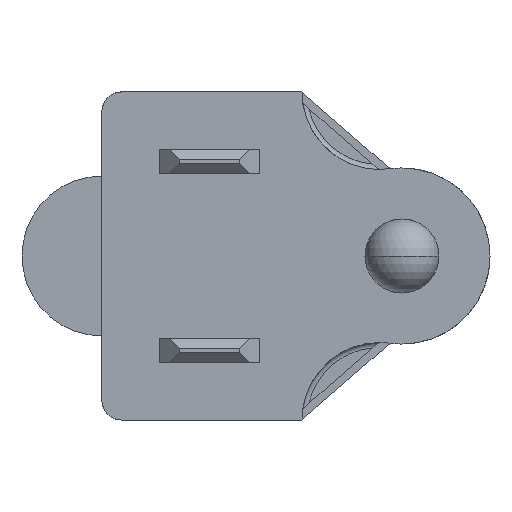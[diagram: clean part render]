
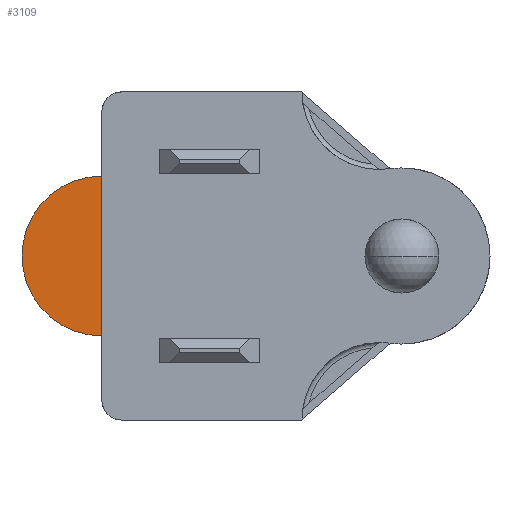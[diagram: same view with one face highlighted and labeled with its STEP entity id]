
A CAD part, left-side view. The second image highlights one B-rep face of the part: STEP entity #3109.
In plain terms, the highlighted face is planar.
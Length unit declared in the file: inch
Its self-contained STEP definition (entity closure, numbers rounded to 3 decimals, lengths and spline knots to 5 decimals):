
#60 = CARTESIAN_POINT ( 'NONE',  ( 0.19957, 0.485, 0.38 ) ) ;
#585 = FACE_OUTER_BOUND ( 'NONE', #4006, .T. ) ;
#1158 = PLANE ( 'NONE',  #1323 ) ;
#1323 = AXIS2_PLACEMENT_3D ( 'NONE', #1365, #7010, #2132 ) ;
#1365 = CARTESIAN_POINT ( 'NONE',  ( 0., 0.485, 0.38 ) ) ;
#1495 = CIRCLE ( 'NONE', #7991, 0.19957 ) ;
#1574 = EDGE_CURVE ( 'NONE', #2808, #2934, #9026, .T. ) ;
#1968 = DIRECTION ( 'NONE',  ( 0., 0., 1. ) ) ;
#2111 = VECTOR ( 'NONE', #5896, 39.37008 ) ;
#2132 = DIRECTION ( 'NONE',  ( 1., 0., 0. ) ) ;
#2808 = VERTEX_POINT ( 'NONE', #7771 ) ;
#2934 = VERTEX_POINT ( 'NONE', #60 ) ;
#3045 = EDGE_CURVE ( 'NONE', #2934, #2808, #1495, .T. ) ;
#3109 = ADVANCED_FACE ( 'NONE', ( #585 ), #1158, .F. ) ;
#4006 = EDGE_LOOP ( 'NONE', ( #6023, #4497 ) ) ;
#4234 = CARTESIAN_POINT ( 'NONE',  ( -0.41, 0.485, 0.38 ) ) ;
#4337 = CARTESIAN_POINT ( 'NONE',  ( 0., 0.485, 0.38 ) ) ;
#4497 = ORIENTED_EDGE ( 'NONE', *, *, #3045, .F. ) ;
#5896 = DIRECTION ( 'NONE',  ( 1., 0., 0. ) ) ;
#6023 = ORIENTED_EDGE ( 'NONE', *, *, #1574, .F. ) ;
#7010 = DIRECTION ( 'NONE',  ( 0., 0., 1. ) ) ;
#7771 = CARTESIAN_POINT ( 'NONE',  ( -0.19957, 0.485, 0.38 ) ) ;
#7991 = AXIS2_PLACEMENT_3D ( 'NONE', #4337, #1968, #8291 ) ;
#8291 = DIRECTION ( 'NONE',  ( 1., 0., 0. ) ) ;
#9026 = LINE ( 'NONE', #4234, #2111 ) ;
